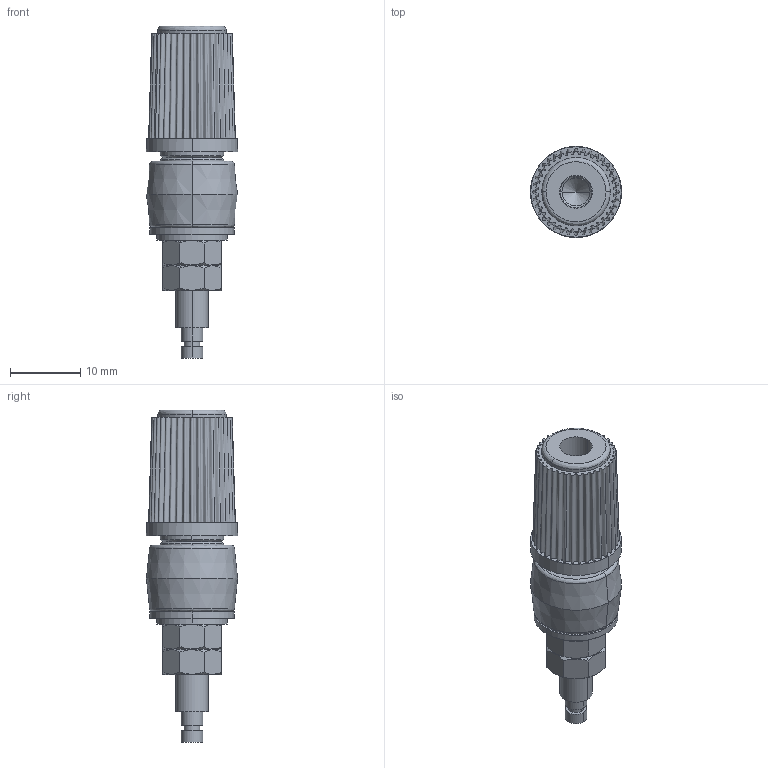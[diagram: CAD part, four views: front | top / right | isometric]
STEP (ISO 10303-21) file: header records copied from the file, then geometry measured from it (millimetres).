
FILE_DESCRIPTION (( 'STEP AP214' ), '1' );
FILE_NAME ('User Library-BS-244DSM-B-1.STEP', '2020-12-25T10:33:47', ( '' ), ( '' ), 'SwSTEP 2.0', 'SolidWorks 2020', '' );
FILE_SCHEMA (( 'AUTOMOTIVE_DESIGN' ));
Length unit declared in the file: millimetre
Products named in the file (13): Part7; Assembly2; Body; Part3; Part6_1; Part1; Part2; Assembly1; User Library-BS-244DSM-B-1; Part4; Part9; Part33; Part5
Assembly tree (13 placements, depth 3):
  User Library-BS-244DSM-B-1
    Assembly1
      Body
      Part9
      Part1
    Assembly2
      Part2
      Part7
    Part3
    Part5
    Part6_1
    Part4
    Part33  x2
Bounding box: 13 x 13 x 47.3 mm (x, y, z)
Volume: 3126.6 mm3; surface area: 5145 mm2
Topology: 11 solids, 11 shells, 167 faces, 651 edges, 516 vertices
Faces by surface type: cylinder 60, plane 57, cone 29, bspline 21
Entity records: 14176 total; most frequent: CARTESIAN_POINT 8699, ORIENTED_EDGE 1204, DIRECTION 894, EDGE_CURVE 602, VERTEX_POINT 488, AXIS2_PLACEMENT_3D 327, LINE 240, VECTOR 240
